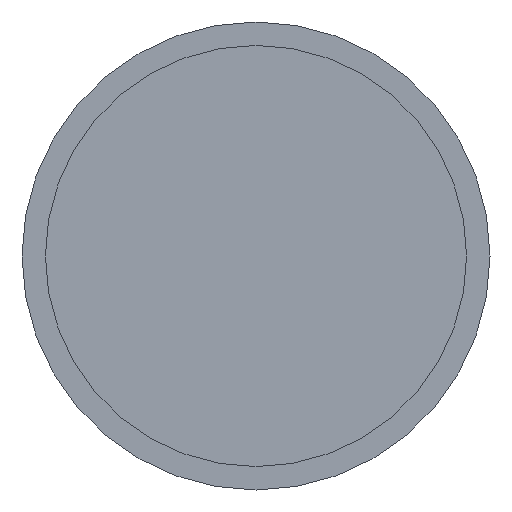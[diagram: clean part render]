
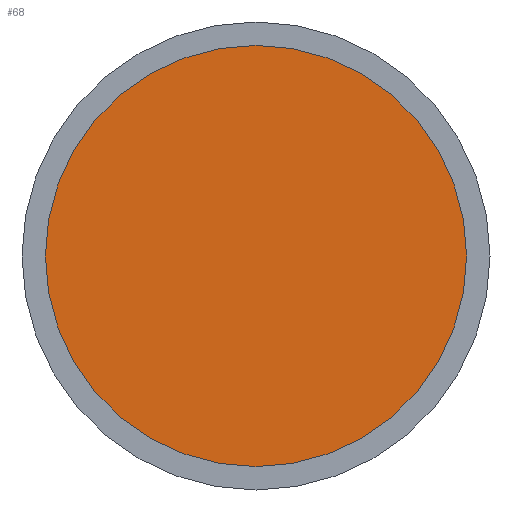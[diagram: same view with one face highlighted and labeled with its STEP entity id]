
A CAD part, front view. The second image highlights one B-rep face of the part: STEP entity #68.
In plain terms, the highlighted planar face has unit normal (0, -1, 0).
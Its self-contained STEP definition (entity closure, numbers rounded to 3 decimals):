
#68 = ADVANCED_FACE( '', ( #144 ), #145, .F. );
#144 = FACE_OUTER_BOUND( '', #213, .T. );
#145 = PLANE( '', #214 );
#213 = EDGE_LOOP( '', ( #304 ) );
#214 = AXIS2_PLACEMENT_3D( '', #305, #306, #307 );
#304 = ORIENTED_EDGE( '', *, *, #325, .T. );
#305 = CARTESIAN_POINT( '', ( 9., 0., 0. ) );
#306 = DIRECTION( '', ( 0., 1., 0. ) );
#307 = DIRECTION( '', ( 0., 0., 1. ) );
#325 = EDGE_CURVE( '', #362, #362, #363, .T. );
#362 = VERTEX_POINT( '', #408 );
#363 = CIRCLE( '', #409, 9. );
#408 = CARTESIAN_POINT( '', ( 0., 0., -9. ) );
#409 = AXIS2_PLACEMENT_3D( '', #455, #456, #457 );
#455 = CARTESIAN_POINT( '', ( 0., 0., 0. ) );
#456 = DIRECTION( '', ( 0., -1., 0. ) );
#457 = DIRECTION( '', ( 0., 0., -1. ) );
